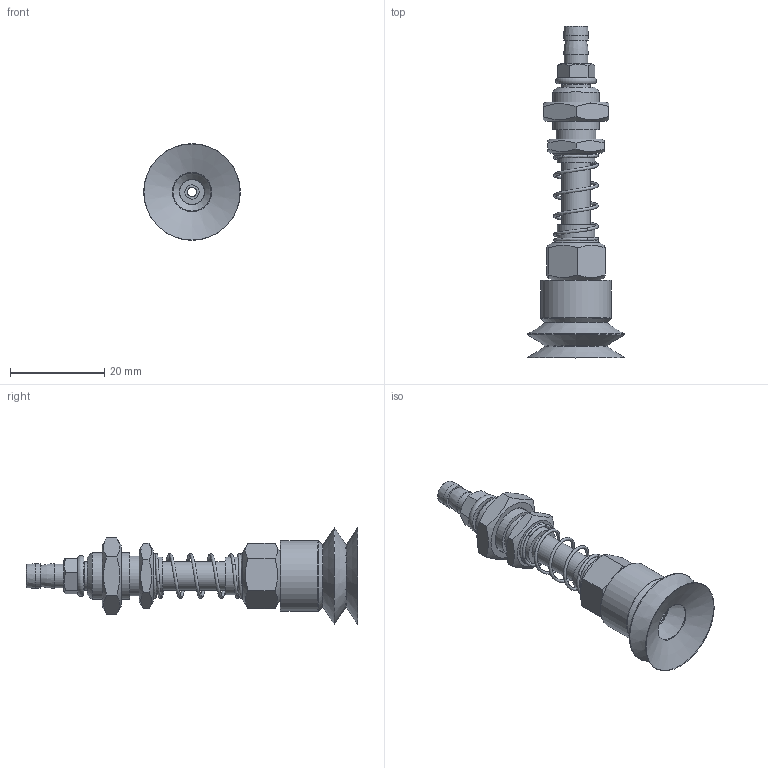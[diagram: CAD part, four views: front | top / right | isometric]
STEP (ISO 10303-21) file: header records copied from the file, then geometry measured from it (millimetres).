
FILE_DESCRIPTION(/* description */ (''),/* implementation_level */ '2;1');
FILE_NAME(/* name */ 'R.03.Suction Grab.stp',/* time_stamp */ '2021-02-24T15:41:30+03:00',/* author */ ('Михальчик'),/* organization */ (''),/* preprocessor_version */ 'ST-DEVELOPER v18.1',/* originating_system */ 'Autodesk Inventor 2021',/* authorisation */ '');
FILE_SCHEMA (('AUTOMOTIVE_DESIGN { 1 0 10303 214 3 1 1 }'));
Length unit declared in the file: millimetre
Products named in the file (8): R.03.Suction Grab; R.03.01.Cup; R.03.02.Tube; R.03.03.Spring; R.03.04.Fitting; DIN 3771 - 5 x 1,8 - N - NBR 70; R.03.05.Interface; R.03.06.Nut
Assembly tree (7 placements, depth 2):
  R.03.Suction Grab
    R.03.01.Cup
    R.03.02.Tube
    R.03.03.Spring
    R.03.04.Fitting
    DIN 3771 - 5 x 1,8 - N - NBR 70
    R.03.05.Interface
    R.03.06.Nut
Bounding box: 20.52 x 70.53 x 20.52 mm (x, y, z)
Volume: 5269.6 mm3; surface area: 6344.7 mm2
Topology: 7 solids, 7 shells, 125 faces, 269 edges, 171 vertices
Faces by surface type: plane 53, cone 27, cylinder 19, torus 13, bspline 13
Full cylindrical faces by diameter (mm): 2 x1, 2.5 x1, 3 x1, 5 x5, 5.25 x1, 6 x2, 7 x2, 8 x2, 8.5 x1, 10 x2, 15 x1
Entity records: 5355 total; most frequent: CARTESIAN_POINT 2346, DIRECTION 592, ORIENTED_EDGE 538, EDGE_CURVE 269, AXIS2_PLACEMENT_3D 257, VERTEX_POINT 171, EDGE_LOOP 150, CIRCLE 129
